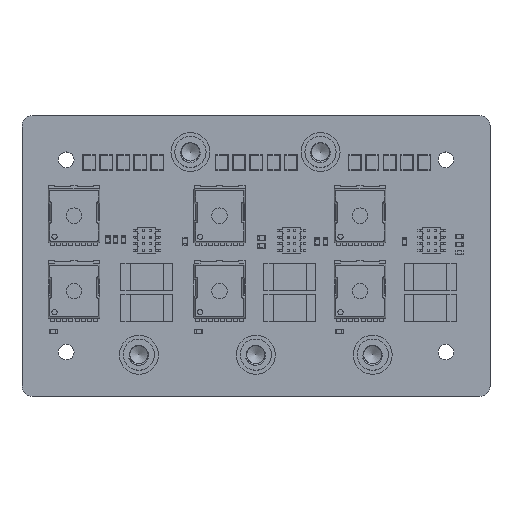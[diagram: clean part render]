
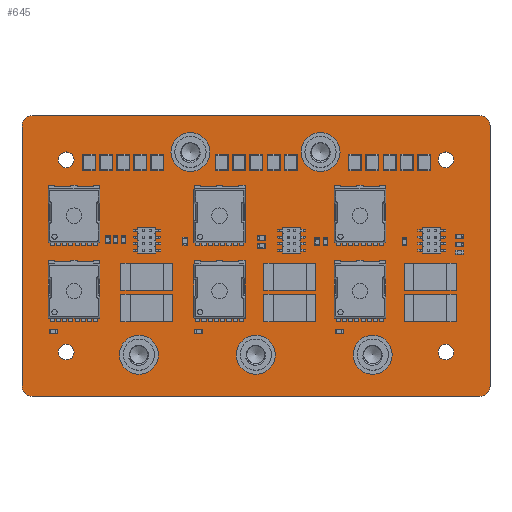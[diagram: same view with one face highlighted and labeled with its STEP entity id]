
A CAD part, top view. The second image highlights one B-rep face of the part: STEP entity #645.
In plain terms, the highlighted planar face has unit normal (0, 0, 1).
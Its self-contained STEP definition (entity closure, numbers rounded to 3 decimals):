
#236 = VERTEX_POINT('',#237);
#237 = CARTESIAN_POINT('',(0.,2.,0.284));
#243 = EDGE_CURVE('',#236,#244,#246,.T.);
#244 = VERTEX_POINT('',#245);
#245 = CARTESIAN_POINT('',(0.,52.,0.284));
#246 = LINE('',#247,#248);
#247 = CARTESIAN_POINT('',(0.,2.,0.284));
#248 = VECTOR('',#249,1.);
#249 = DIRECTION('',(0.,1.,0.));
#274 = EDGE_CURVE('',#244,#275,#277,.T.);
#275 = VERTEX_POINT('',#276);
#276 = CARTESIAN_POINT('',(2.,54.,0.284));
#277 = CIRCLE('',#278,2.001);
#278 = AXIS2_PLACEMENT_3D('',#279,#280,#281);
#279 = CARTESIAN_POINT('',(2.001,51.999,0.284));
#280 = DIRECTION('',(0.,0.,-1.));
#281 = DIRECTION('',(-1.,0.,0.));
#307 = EDGE_CURVE('',#275,#308,#310,.T.);
#308 = VERTEX_POINT('',#309);
#309 = CARTESIAN_POINT('',(88.,54.,0.284));
#310 = LINE('',#311,#312);
#311 = CARTESIAN_POINT('',(2.,54.,0.284));
#312 = VECTOR('',#313,1.);
#313 = DIRECTION('',(1.,0.,0.));
#338 = EDGE_CURVE('',#308,#339,#341,.T.);
#339 = VERTEX_POINT('',#340);
#340 = CARTESIAN_POINT('',(90.,52.,0.284));
#341 = CIRCLE('',#342,2.001);
#342 = AXIS2_PLACEMENT_3D('',#343,#344,#345);
#343 = CARTESIAN_POINT('',(87.999,51.999,0.284));
#344 = DIRECTION('',(0.,0.,-1.));
#345 = DIRECTION('',(0.,1.,0.));
#371 = EDGE_CURVE('',#339,#372,#374,.T.);
#372 = VERTEX_POINT('',#373);
#373 = CARTESIAN_POINT('',(90.,2.,0.284));
#374 = LINE('',#375,#376);
#375 = CARTESIAN_POINT('',(90.,52.,0.284));
#376 = VECTOR('',#377,1.);
#377 = DIRECTION('',(0.,-1.,0.));
#402 = EDGE_CURVE('',#372,#403,#405,.T.);
#403 = VERTEX_POINT('',#404);
#404 = CARTESIAN_POINT('',(88.,0.,0.284));
#405 = CIRCLE('',#406,2.001);
#406 = AXIS2_PLACEMENT_3D('',#407,#408,#409);
#407 = CARTESIAN_POINT('',(87.999,2.001,0.284));
#408 = DIRECTION('',(0.,0.,-1.));
#409 = DIRECTION('',(1.,0.,0.));
#435 = EDGE_CURVE('',#403,#436,#438,.T.);
#436 = VERTEX_POINT('',#437);
#437 = CARTESIAN_POINT('',(2.,0.,0.284));
#438 = LINE('',#439,#440);
#439 = CARTESIAN_POINT('',(88.,0.,0.284));
#440 = VECTOR('',#441,1.);
#441 = DIRECTION('',(-1.,0.,0.));
#466 = EDGE_CURVE('',#436,#236,#467,.T.);
#467 = CIRCLE('',#468,2.001);
#468 = AXIS2_PLACEMENT_3D('',#469,#470,#471);
#469 = CARTESIAN_POINT('',(2.001,2.001,0.284));
#470 = DIRECTION('',(0.,0.,-1.));
#471 = DIRECTION('',(0.,-1.,-0.));
#492 = VERTEX_POINT('',#493);
#493 = CARTESIAN_POINT('',(10.,8.5,0.284));
#499 = EDGE_CURVE('',#492,#492,#500,.T.);
#500 = CIRCLE('',#501,1.5);
#501 = AXIS2_PLACEMENT_3D('',#502,#503,#504);
#502 = CARTESIAN_POINT('',(8.5,8.5,0.284));
#503 = DIRECTION('',(0.,0.,1.));
#504 = DIRECTION('',(1.,0.,-0.));
#525 = VERTEX_POINT('',#526);
#526 = CARTESIAN_POINT('',(10.,45.5,0.284));
#532 = EDGE_CURVE('',#525,#525,#533,.T.);
#533 = CIRCLE('',#534,1.5);
#534 = AXIS2_PLACEMENT_3D('',#535,#536,#537);
#535 = CARTESIAN_POINT('',(8.5,45.5,0.284));
#536 = DIRECTION('',(0.,0.,1.));
#537 = DIRECTION('',(1.,0.,-0.));
#558 = VERTEX_POINT('',#559);
#559 = CARTESIAN_POINT('',(83.,8.5,0.284));
#565 = EDGE_CURVE('',#558,#558,#566,.T.);
#566 = CIRCLE('',#567,1.5);
#567 = AXIS2_PLACEMENT_3D('',#568,#569,#570);
#568 = CARTESIAN_POINT('',(81.5,8.5,0.284));
#569 = DIRECTION('',(0.,0.,1.));
#570 = DIRECTION('',(1.,0.,-0.));
#591 = VERTEX_POINT('',#592);
#592 = CARTESIAN_POINT('',(83.,45.5,0.284));
#598 = EDGE_CURVE('',#591,#591,#599,.T.);
#599 = CIRCLE('',#600,1.5);
#600 = AXIS2_PLACEMENT_3D('',#601,#602,#603);
#601 = CARTESIAN_POINT('',(81.5,45.5,0.284));
#602 = DIRECTION('',(0.,0.,1.));
#603 = DIRECTION('',(1.,0.,-0.));
#645 = ADVANCED_FACE('',(#646,#656,#659,#662,#665),#668,.F.);
#646 = FACE_BOUND('',#647,.F.);
#647 = EDGE_LOOP('',(#648,#649,#650,#651,#652,#653,#654,#655));
#648 = ORIENTED_EDGE('',*,*,#243,.T.);
#649 = ORIENTED_EDGE('',*,*,#274,.T.);
#650 = ORIENTED_EDGE('',*,*,#307,.T.);
#651 = ORIENTED_EDGE('',*,*,#338,.T.);
#652 = ORIENTED_EDGE('',*,*,#371,.T.);
#653 = ORIENTED_EDGE('',*,*,#402,.T.);
#654 = ORIENTED_EDGE('',*,*,#435,.T.);
#655 = ORIENTED_EDGE('',*,*,#466,.T.);
#656 = FACE_BOUND('',#657,.F.);
#657 = EDGE_LOOP('',(#658));
#658 = ORIENTED_EDGE('',*,*,#499,.T.);
#659 = FACE_BOUND('',#660,.F.);
#660 = EDGE_LOOP('',(#661));
#661 = ORIENTED_EDGE('',*,*,#532,.T.);
#662 = FACE_BOUND('',#663,.F.);
#663 = EDGE_LOOP('',(#664));
#664 = ORIENTED_EDGE('',*,*,#565,.T.);
#665 = FACE_BOUND('',#666,.F.);
#666 = EDGE_LOOP('',(#667));
#667 = ORIENTED_EDGE('',*,*,#598,.T.);
#668 = PLANE('',#669);
#669 = AXIS2_PLACEMENT_3D('',#670,#671,#672);
#670 = CARTESIAN_POINT('',(45.,27.,0.284));
#671 = DIRECTION('',(-0.,-0.,-1.));
#672 = DIRECTION('',(-1.,0.,0.));
